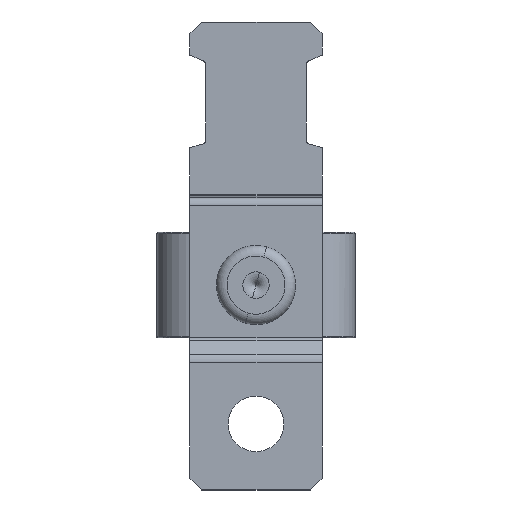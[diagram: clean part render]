
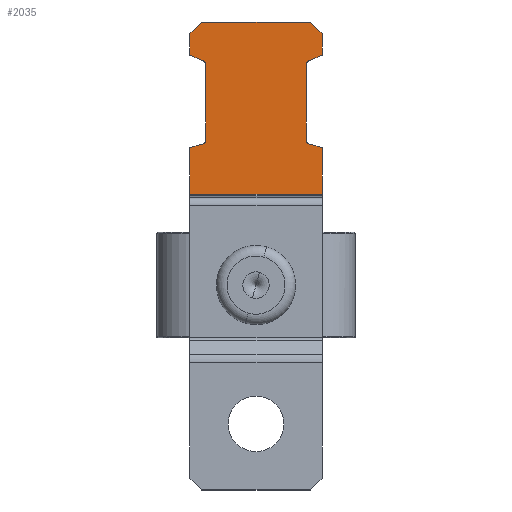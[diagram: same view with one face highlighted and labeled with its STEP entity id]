
A CAD part, front view. The second image highlights one B-rep face of the part: STEP entity #2035.
In plain terms, the highlighted planar face has unit normal (0, -1, 0).
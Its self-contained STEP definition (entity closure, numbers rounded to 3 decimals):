
#32 = EDGE_CURVE ( 'NONE', #6151, #5689, #419, .T. ) ;
#37 = LINE ( 'NONE', #11741, #6042 ) ;
#184 = DIRECTION ( 'NONE',  ( 1., 0., 0. ) ) ;
#293 = CARTESIAN_POINT ( 'NONE',  ( -22.33, 7.597, -5. ) ) ;
#419 = LINE ( 'NONE', #13817, #2841 ) ;
#717 = CARTESIAN_POINT ( 'NONE',  ( -32.173, 7.597, -3.8 ) ) ;
#1160 = CARTESIAN_POINT ( 'NONE',  ( -32.173, 7.597, -4.1 ) ) ;
#1293 = VECTOR ( 'NONE', #3746, 1000. ) ;
#1594 = VECTOR ( 'NONE', #13903, 1000. ) ;
#1650 = CARTESIAN_POINT ( 'NONE',  ( -22.37, 7.597, -5. ) ) ;
#1749 = CARTESIAN_POINT ( 'NONE',  ( -34.5, 7.597, -5. ) ) ;
#1901 = DIRECTION ( 'NONE',  ( 1., 0., 0. ) ) ;
#2011 = CARTESIAN_POINT ( 'NONE',  ( -32.173, 7.597, 4.1 ) ) ;
#2031 = FACE_OUTER_BOUND ( 'NONE', #10359, .T. ) ;
#2035 = ADVANCED_FACE ( 'NONE', ( #2031 ), #11586, .F. ) ;
#2161 = VECTOR ( 'NONE', #13572, 1000. ) ;
#2178 = LINE ( 'NONE', #3548, #10916 ) ;
#2286 = AXIS2_PLACEMENT_3D ( 'NONE', #7240, #9367, #5743 ) ;
#2310 = VERTEX_POINT ( 'NONE', #717 ) ;
#2398 = CARTESIAN_POINT ( 'NONE',  ( -34.5, 7.597, -5. ) ) ;
#2528 = EDGE_CURVE ( 'NONE', #15013, #14123, #6084, .T. ) ;
#2598 = CARTESIAN_POINT ( 'NONE',  ( -35.4, 7.597, -4.1 ) ) ;
#2704 = VERTEX_POINT ( 'NONE', #3504 ) ;
#2841 = VECTOR ( 'NONE', #3241, 1000. ) ;
#3202 = CARTESIAN_POINT ( 'NONE',  ( -25.9, 7.597, -5. ) ) ;
#3241 = DIRECTION ( 'NONE',  ( 1., 0., 0. ) ) ;
#3272 = CARTESIAN_POINT ( 'NONE',  ( -32.9, 7.597, 5. ) ) ;
#3277 = VERTEX_POINT ( 'NONE', #13358 ) ;
#3309 = VECTOR ( 'NONE', #13998, 1000. ) ;
#3385 = VECTOR ( 'NONE', #13301, 1000. ) ;
#3504 = CARTESIAN_POINT ( 'NONE',  ( -26.467, 7.597, -3.8 ) ) ;
#3548 = CARTESIAN_POINT ( 'NONE',  ( -35.4, 7.597, 5. ) ) ;
#3583 = CIRCLE ( 'NONE', #6047, 0.3 ) ;
#3587 = CARTESIAN_POINT ( 'NONE',  ( -32.455, 7.597, -3.997 ) ) ;
#3746 = DIRECTION ( 'NONE',  ( 0.406, 0., 0.914 ) ) ;
#3881 = LINE ( 'NONE', #8572, #3385 ) ;
#3883 = VECTOR ( 'NONE', #8278, 1000. ) ;
#3967 = EDGE_CURVE ( 'NONE', #5689, #11652, #9754, .T. ) ;
#4125 = VECTOR ( 'NONE', #8453, 1000. ) ;
#4128 = VERTEX_POINT ( 'NONE', #14859 ) ;
#4177 = CARTESIAN_POINT ( 'NONE',  ( -22.33, 7.597, 5. ) ) ;
#4192 = VECTOR ( 'NONE', #7394, 1000. ) ;
#4212 = EDGE_CURVE ( 'NONE', #13369, #7774, #4269, .T. ) ;
#4269 = LINE ( 'NONE', #8983, #9169 ) ;
#4303 = DIRECTION ( 'NONE',  ( 0., 1., 0. ) ) ;
#4312 = EDGE_CURVE ( 'NONE', #2704, #3277, #7185, .T. ) ;
#4328 = CARTESIAN_POINT ( 'NONE',  ( -34.5, 7.597, 5. ) ) ;
#4469 = CARTESIAN_POINT ( 'NONE',  ( -22.33, 7.597, 5. ) ) ;
#4562 = CARTESIAN_POINT ( 'NONE',  ( -22.37, 7.597, 5. ) ) ;
#4622 = DIRECTION ( 'NONE',  ( 0., 0., -1. ) ) ;
#5212 = VERTEX_POINT ( 'NONE', #2598 ) ;
#5378 = LINE ( 'NONE', #5454, #2161 ) ;
#5454 = CARTESIAN_POINT ( 'NONE',  ( -25.627, 7.597, 5.949 ) ) ;
#5566 = ORIENTED_EDGE ( 'NONE', *, *, #5914, .T. ) ;
#5602 = VERTEX_POINT ( 'NONE', #8728 ) ;
#5689 = VERTEX_POINT ( 'NONE', #12382 ) ;
#5743 = DIRECTION ( 'NONE',  ( -1., 0., 0. ) ) ;
#5914 = EDGE_CURVE ( 'NONE', #11719, #4128, #9722, .T. ) ;
#5943 = DIRECTION ( 'NONE',  ( 0.707, 0., -0.707 ) ) ;
#5946 = LINE ( 'NONE', #4469, #1594 ) ;
#6042 = VECTOR ( 'NONE', #184, 1000. ) ;
#6047 = AXIS2_PLACEMENT_3D ( 'NONE', #2011, #4303, #6541 ) ;
#6084 = LINE ( 'NONE', #13191, #4125 ) ;
#6151 = VERTEX_POINT ( 'NONE', #1749 ) ;
#6315 = CIRCLE ( 'NONE', #10287, 0.3 ) ;
#6434 = CARTESIAN_POINT ( 'NONE',  ( -26.47, 7.597, 4.1 ) ) ;
#6541 = DIRECTION ( 'NONE',  ( -1., 0., 0. ) ) ;
#6881 = VERTEX_POINT ( 'NONE', #1650 ) ;
#7106 = LINE ( 'NONE', #4562, #3309 ) ;
#7144 = ORIENTED_EDGE ( 'NONE', *, *, #2528, .T. ) ;
#7161 = ORIENTED_EDGE ( 'NONE', *, *, #32, .T. ) ;
#7185 = CIRCLE ( 'NONE', #2286, 0.3 ) ;
#7240 = CARTESIAN_POINT ( 'NONE',  ( -26.47, 7.597, -4.1 ) ) ;
#7394 = DIRECTION ( 'NONE',  ( -1., 0., 0. ) ) ;
#7454 = EDGE_CURVE ( 'NONE', #11652, #2310, #12701, .T. ) ;
#7774 = VERTEX_POINT ( 'NONE', #9420 ) ;
#8026 = ORIENTED_EDGE ( 'NONE', *, *, #12061, .T. ) ;
#8048 = VERTEX_POINT ( 'NONE', #12821 ) ;
#8064 = EDGE_CURVE ( 'NONE', #14123, #5212, #2178, .T. ) ;
#8067 = DIRECTION ( 'NONE',  ( -1., 0., 0. ) ) ;
#8085 = EDGE_CURVE ( 'NONE', #5212, #6151, #12890, .T. ) ;
#8278 = DIRECTION ( 'NONE',  ( 1., 0., 0. ) ) ;
#8367 = CARTESIAN_POINT ( 'NONE',  ( -28.285, 7.597, 3.286 ) ) ;
#8453 = DIRECTION ( 'NONE',  ( -0.707, 0., -0.707 ) ) ;
#8516 = ORIENTED_EDGE ( 'NONE', *, *, #4212, .F. ) ;
#8572 = CARTESIAN_POINT ( 'NONE',  ( -31.159, 7.597, 1.079 ) ) ;
#8663 = EDGE_CURVE ( 'NONE', #7774, #6881, #7106, .T. ) ;
#8728 = CARTESIAN_POINT ( 'NONE',  ( -32.455, 7.597, 3.997 ) ) ;
#8835 = ORIENTED_EDGE ( 'NONE', *, *, #8970, .F. ) ;
#8961 = DIRECTION ( 'NONE',  ( 0., 1., 0. ) ) ;
#8970 = EDGE_CURVE ( 'NONE', #15013, #12566, #5946, .T. ) ;
#8983 = CARTESIAN_POINT ( 'NONE',  ( -22.33, 7.597, 5. ) ) ;
#9169 = VECTOR ( 'NONE', #1901, 1000. ) ;
#9367 = DIRECTION ( 'NONE',  ( 0., 1., 0. ) ) ;
#9397 = ORIENTED_EDGE ( 'NONE', *, *, #8663, .F. ) ;
#9420 = CARTESIAN_POINT ( 'NONE',  ( -22.37, 7.597, 5. ) ) ;
#9438 = EDGE_CURVE ( 'NONE', #3277, #12560, #13180, .T. ) ;
#9633 = ORIENTED_EDGE ( 'NONE', *, *, #15109, .T. ) ;
#9722 = LINE ( 'NONE', #13365, #4192 ) ;
#9754 = LINE ( 'NONE', #10996, #1293 ) ;
#9890 = CARTESIAN_POINT ( 'NONE',  ( -26.467, 7.597, 3.8 ) ) ;
#9985 = EDGE_CURVE ( 'NONE', #4128, #5602, #3583, .T. ) ;
#10204 = VECTOR ( 'NONE', #13107, 1000. ) ;
#10287 = AXIS2_PLACEMENT_3D ( 'NONE', #6434, #11139, #15242 ) ;
#10359 = EDGE_LOOP ( 'NONE', ( #8516, #11282, #14393, #5566, #12115, #8026, #8835, #7144, #12977, #11120, #7161, #14634, #10805, #9633, #14587, #12625, #13754, #9397 ) ) ;
#10793 = AXIS2_PLACEMENT_3D ( 'NONE', #1160, #15190, #8067 ) ;
#10805 = ORIENTED_EDGE ( 'NONE', *, *, #7454, .T. ) ;
#10916 = VECTOR ( 'NONE', #4622, 1000. ) ;
#10996 = CARTESIAN_POINT ( 'NONE',  ( -27.45, 7.597, 7.274 ) ) ;
#11120 = ORIENTED_EDGE ( 'NONE', *, *, #8085, .T. ) ;
#11139 = DIRECTION ( 'NONE',  ( 0., 1., 0. ) ) ;
#11282 = ORIENTED_EDGE ( 'NONE', *, *, #12426, .T. ) ;
#11315 = CARTESIAN_POINT ( 'NONE',  ( -35.4, 7.597, 4.1 ) ) ;
#11586 = PLANE ( 'NONE',  #13981 ) ;
#11652 = VERTEX_POINT ( 'NONE', #3587 ) ;
#11719 = VERTEX_POINT ( 'NONE', #9890 ) ;
#11741 = CARTESIAN_POINT ( 'NONE',  ( -22.33, 7.597, -3.8 ) ) ;
#11924 = CARTESIAN_POINT ( 'NONE',  ( -25.9, 7.597, 5. ) ) ;
#12061 = EDGE_CURVE ( 'NONE', #5602, #12566, #3881, .T. ) ;
#12115 = ORIENTED_EDGE ( 'NONE', *, *, #9985, .T. ) ;
#12382 = CARTESIAN_POINT ( 'NONE',  ( -32.9, 7.597, -5. ) ) ;
#12426 = EDGE_CURVE ( 'NONE', #13369, #8048, #5378, .T. ) ;
#12560 = VERTEX_POINT ( 'NONE', #3202 ) ;
#12566 = VERTEX_POINT ( 'NONE', #3272 ) ;
#12625 = ORIENTED_EDGE ( 'NONE', *, *, #9438, .T. ) ;
#12665 = VECTOR ( 'NONE', #5943, 1000. ) ;
#12701 = CIRCLE ( 'NONE', #10793, 0.3 ) ;
#12821 = CARTESIAN_POINT ( 'NONE',  ( -26.189, 7.597, 3.997 ) ) ;
#12890 = LINE ( 'NONE', #2398, #12665 ) ;
#12977 = ORIENTED_EDGE ( 'NONE', *, *, #8064, .T. ) ;
#13107 = DIRECTION ( 'NONE',  ( 0.277, 0., -0.961 ) ) ;
#13180 = LINE ( 'NONE', #8367, #10204 ) ;
#13191 = CARTESIAN_POINT ( 'NONE',  ( -35.4, 7.597, 4.1 ) ) ;
#13249 = LINE ( 'NONE', #293, #3883 ) ;
#13301 = DIRECTION ( 'NONE',  ( -0.406, 0., 0.914 ) ) ;
#13358 = CARTESIAN_POINT ( 'NONE',  ( -26.189, 7.597, -3.997 ) ) ;
#13365 = CARTESIAN_POINT ( 'NONE',  ( -22.33, 7.597, 3.8 ) ) ;
#13369 = VERTEX_POINT ( 'NONE', #11924 ) ;
#13448 = EDGE_CURVE ( 'NONE', #8048, #11719, #6315, .T. ) ;
#13572 = DIRECTION ( 'NONE',  ( -0.277, 0., -0.961 ) ) ;
#13754 = ORIENTED_EDGE ( 'NONE', *, *, #14404, .T. ) ;
#13817 = CARTESIAN_POINT ( 'NONE',  ( -22.33, 7.597, -5. ) ) ;
#13903 = DIRECTION ( 'NONE',  ( 1., 0., 0. ) ) ;
#13981 = AXIS2_PLACEMENT_3D ( 'NONE', #4177, #8961, #14999 ) ;
#13998 = DIRECTION ( 'NONE',  ( 0., 0., -1. ) ) ;
#14123 = VERTEX_POINT ( 'NONE', #11315 ) ;
#14393 = ORIENTED_EDGE ( 'NONE', *, *, #13448, .T. ) ;
#14404 = EDGE_CURVE ( 'NONE', #12560, #6881, #13249, .T. ) ;
#14587 = ORIENTED_EDGE ( 'NONE', *, *, #4312, .T. ) ;
#14634 = ORIENTED_EDGE ( 'NONE', *, *, #3967, .T. ) ;
#14859 = CARTESIAN_POINT ( 'NONE',  ( -32.173, 7.597, 3.8 ) ) ;
#14999 = DIRECTION ( 'NONE',  ( -1., 0., 0. ) ) ;
#15013 = VERTEX_POINT ( 'NONE', #4328 ) ;
#15109 = EDGE_CURVE ( 'NONE', #2310, #2704, #37, .T. ) ;
#15190 = DIRECTION ( 'NONE',  ( 0., 1., 0. ) ) ;
#15242 = DIRECTION ( 'NONE',  ( -1., 0., 0. ) ) ;
